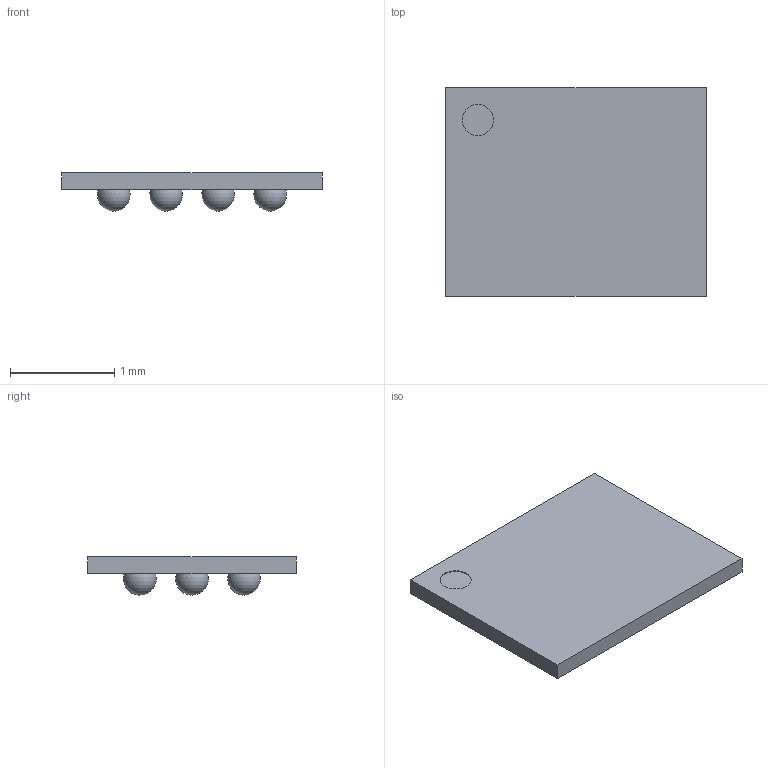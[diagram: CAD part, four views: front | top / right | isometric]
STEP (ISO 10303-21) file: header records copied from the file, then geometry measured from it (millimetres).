
FILE_DESCRIPTION(/* description */ ('model of Texas_Junior_DSBGA-12_4x3_2.5x2.0mm_Pitch0.5mm_Dia0.30mm'),/* implementation_level */ '2;1');
FILE_NAME(/* name */ 'Texas_Junior_DSBGA-12_4x3_2.5x2.0mm_Pitch0.5mm_Dia0.30mm.step',/* time_stamp */ '2017-06-13T10:53:13',/* author */ ('kicad StepUp','ksu'),/* organization */ ('FreeCAD'),/* preprocessor_version */ 'OCC',/* originating_system */ 'kicad StepUp',/* authorisation */ '');
FILE_SCHEMA(('AUTOMOTIVE_DESIGN_CC2 { 1 2 10303 214 -1 1 5 4 }'));
Length unit declared in the file: millimetre
Products named in the file (1): Texas_Junior_DSBGA_12_4x3_25x20mm_Pitch05mm_Dia030mm
Bounding box: 2.5 x 2 x 0.37 mm (x, y, z)
Volume: 0.9 mm3; surface area: 13.1 mm2
Topology: 1 solids, 1 shells, 20 faces, 51 edges, 34 vertices
Faces by surface type: sphere 12, plane 7, cylinder 1
Full cylindrical faces by diameter (mm): 0.3 x1
Entity records: 715 total; most frequent: DIRECTION 107, CARTESIAN_POINT 94, ORIENTED_EDGE 78, AXIS2_PLACEMENT_3D 47, EDGE_CURVE 39, VERTEX_POINT 34, FACE_BOUND 33, EDGE_LOOP 33
